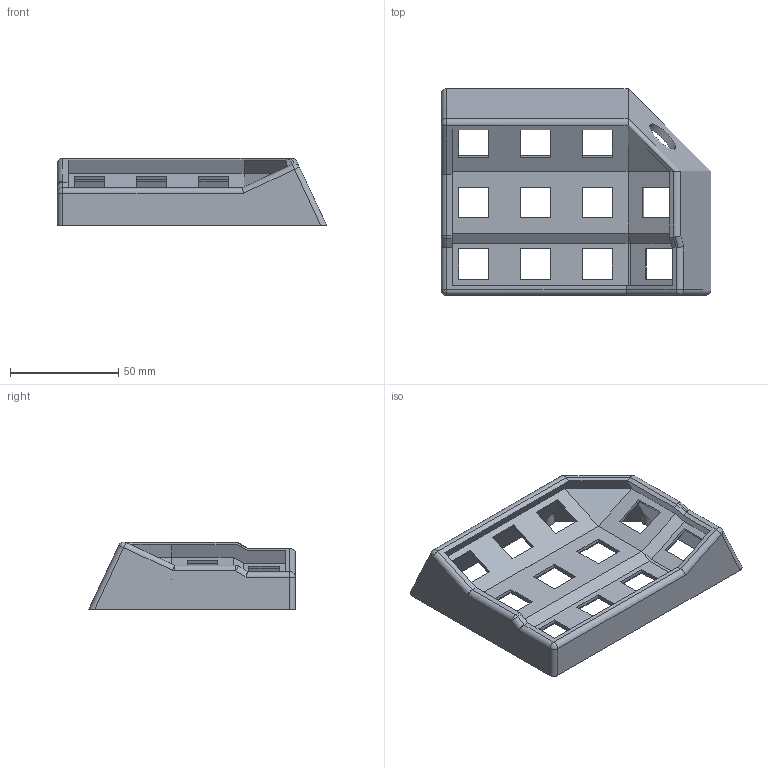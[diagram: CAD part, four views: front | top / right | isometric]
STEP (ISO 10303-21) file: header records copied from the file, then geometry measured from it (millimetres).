
FILE_DESCRIPTION(('HOOPS Exchange Step'),'2;1');
FILE_NAME('temp_export','2023-06-10T17:43:09-04:00',('jscotto'),('Shapr3D Limited'),'HOOPS Exchange 2022.2','Shapr3D','Authorized');
FILE_SCHEMA( ('AUTOMOTIVE_DESIGN { 1 0 10303 214 1 1 1 1 }') );
Length unit declared in the file: millimetre
Products named in the file (1): Case
Bounding box: 124.73 x 95.68 x 31.34 mm (x, y, z)
Volume: 62385.3 mm3; surface area: 35905.2 mm2
Topology: 1 solids, 1 shells, 183 faces, 468 edges, 301 vertices
Faces by surface type: plane 145, cylinder 29, bspline 4, sphere 4, torus 1
Full cylindrical faces by diameter (mm): 3.6 x5, 16 x1
Entity records: 5989 total; most frequent: CARTESIAN_POINT 1500, ORIENTED_EDGE 926, DIRECTION 864, EDGE_CURVE 463, VECTOR 394, LINE 394, VERTEX_POINT 300, AXIS2_PLACEMENT_3D 235
